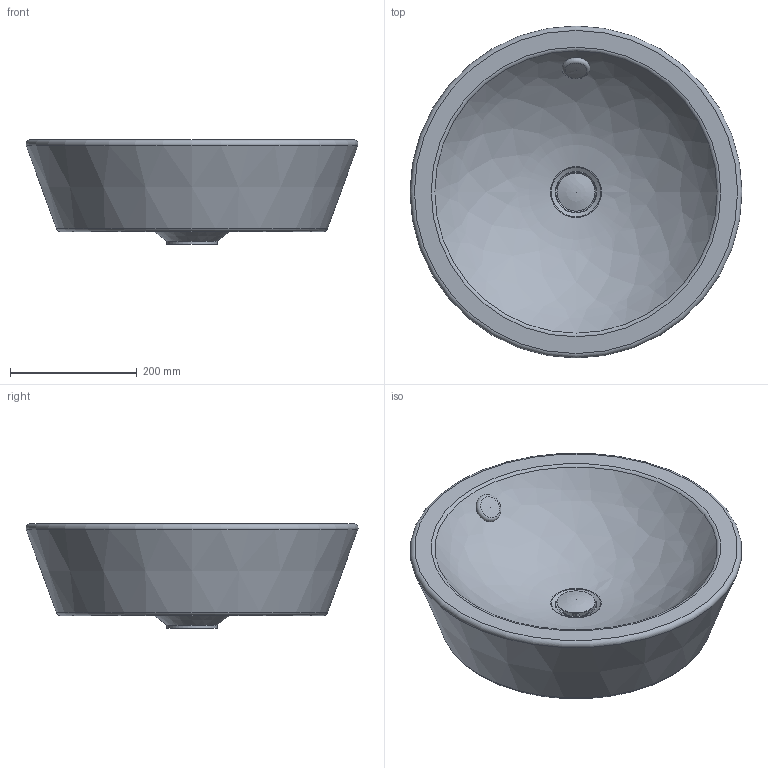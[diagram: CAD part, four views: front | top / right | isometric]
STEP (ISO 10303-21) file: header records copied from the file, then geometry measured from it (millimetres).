
FILE_DESCRIPTION((''),'2;1');
FILE_NAME('044753.stp','2008-07-23T16:14:00',('Huebner'),(''),'Autodesk Inventor 11','Autodesk Inventor 11','');
FILE_SCHEMA(('AUTOMOTIVE_DESIGN { 1 0 10303 214 1 1 1 1 }'));
Length unit declared in the file: millimetre
Products named in the file (5): 044753; Kelch; Stopfen; Verschluss_Ueberlauf1
Assembly tree (4 placements, depth 2):
  044753
    044753
    Kelch
    Stopfen
    Verschluss_Ueberlauf1
Bounding box: 524 x 524 x 165 mm (x, y, z)
Volume: 16373158.4 mm3; surface area: 659522.1 mm2
Topology: 4 solids, 4 shells, 60 faces, 130 edges, 82 vertices
Faces by surface type: plane 20, cylinder 18, torus 11, bspline 6, cone 5
Full cylindrical faces by diameter (mm): 15 x3, 24 x1, 34 x1, 42 x1, 44 x1, 52 x1, 60 x1, 80 x1
Entity records: 2838 total; most frequent: CARTESIAN_POINT 1529, DIRECTION 270, ORIENTED_EDGE 196, AXIS2_PLACEMENT_3D 119, EDGE_CURVE 98, EDGE_LOOP 95, VERTEX_POINT 77, FACE_OUTER_BOUND 60
